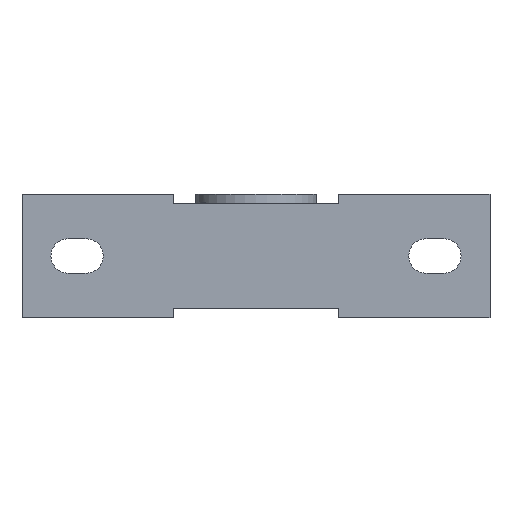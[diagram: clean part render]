
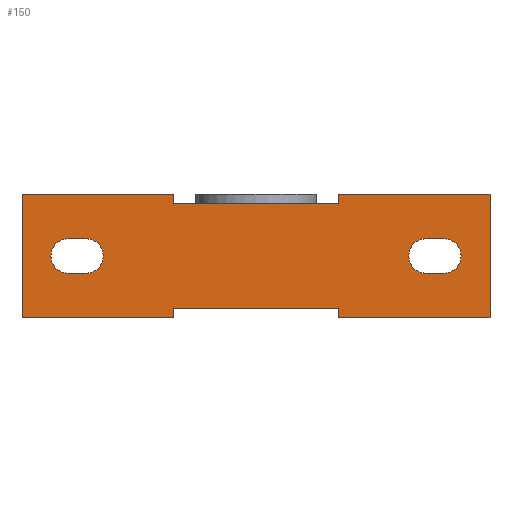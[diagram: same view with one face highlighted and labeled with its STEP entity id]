
A CAD part, front view. The second image highlights one B-rep face of the part: STEP entity #150.
In plain terms, the highlighted planar face has unit normal (0, -1, 0).
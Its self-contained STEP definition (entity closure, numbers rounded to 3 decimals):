
#150 = ADVANCED_FACE( '', ( #385, #386, #387 ), #388, .F. );
#385 = FACE_BOUND( '', #737, .T. );
#386 = FACE_BOUND( '', #738, .T. );
#387 = FACE_OUTER_BOUND( '', #739, .T. );
#388 = PLANE( '', #740 );
#737 = EDGE_LOOP( '', ( #1079, #1080, #1081, #1082 ) );
#738 = EDGE_LOOP( '', ( #1083, #1084, #1085, #1086 ) );
#739 = EDGE_LOOP( '', ( #1087, #1088, #1089, #1090, #1091, #1092, #1093, #1094, #1095, #1096, #1097, #1098 ) );
#740 = AXIS2_PLACEMENT_3D( '', #1099, #1100, #1101 );
#1079 = ORIENTED_EDGE( '', *, *, #1917, .T. );
#1080 = ORIENTED_EDGE( '', *, *, #1918, .T. );
#1081 = ORIENTED_EDGE( '', *, *, #1919, .T. );
#1082 = ORIENTED_EDGE( '', *, *, #1920, .T. );
#1083 = ORIENTED_EDGE( '', *, *, #1921, .T. );
#1084 = ORIENTED_EDGE( '', *, *, #1922, .T. );
#1085 = ORIENTED_EDGE( '', *, *, #1923, .T. );
#1086 = ORIENTED_EDGE( '', *, *, #1924, .T. );
#1087 = ORIENTED_EDGE( '', *, *, #1925, .F. );
#1088 = ORIENTED_EDGE( '', *, *, #1926, .F. );
#1089 = ORIENTED_EDGE( '', *, *, #1927, .F. );
#1090 = ORIENTED_EDGE( '', *, *, #1928, .F. );
#1091 = ORIENTED_EDGE( '', *, *, #1929, .F. );
#1092 = ORIENTED_EDGE( '', *, *, #1930, .F. );
#1093 = ORIENTED_EDGE( '', *, *, #1931, .F. );
#1094 = ORIENTED_EDGE( '', *, *, #1932, .F. );
#1095 = ORIENTED_EDGE( '', *, *, #1933, .F. );
#1096 = ORIENTED_EDGE( '', *, *, #1934, .F. );
#1097 = ORIENTED_EDGE( '', *, *, #1935, .F. );
#1098 = ORIENTED_EDGE( '', *, *, #1936, .F. );
#1099 = CARTESIAN_POINT( '', ( 0., -90., 0. ) );
#1100 = DIRECTION( '', ( 0., 1., 0. ) );
#1101 = DIRECTION( '', ( 0., 0., 1. ) );
#1917 = EDGE_CURVE( '', #2239, #2240, #2241, .T. );
#1918 = EDGE_CURVE( '', #2240, #2242, #2243, .T. );
#1919 = EDGE_CURVE( '', #2242, #2244, #2245, .T. );
#1920 = EDGE_CURVE( '', #2244, #2239, #2246, .T. );
#1921 = EDGE_CURVE( '', #2247, #2248, #2249, .T. );
#1922 = EDGE_CURVE( '', #2248, #2250, #2251, .T. );
#1923 = EDGE_CURVE( '', #2250, #2252, #2253, .T. );
#1924 = EDGE_CURVE( '', #2252, #2247, #2254, .T. );
#1925 = EDGE_CURVE( '', #2255, #2256, #2257, .T. );
#1926 = EDGE_CURVE( '', #2258, #2255, #2259, .T. );
#1927 = EDGE_CURVE( '', #2260, #2258, #2261, .T. );
#1928 = EDGE_CURVE( '', #2262, #2260, #2263, .T. );
#1929 = EDGE_CURVE( '', #2264, #2262, #2265, .T. );
#1930 = EDGE_CURVE( '', #2266, #2264, #2267, .T. );
#1931 = EDGE_CURVE( '', #2268, #2266, #2269, .T. );
#1932 = EDGE_CURVE( '', #2270, #2268, #2271, .T. );
#1933 = EDGE_CURVE( '', #2272, #2270, #2273, .T. );
#1934 = EDGE_CURVE( '', #2274, #2272, #2275, .T. );
#1935 = EDGE_CURVE( '', #2276, #2274, #2277, .T. );
#1936 = EDGE_CURVE( '', #2256, #2276, #2278, .T. );
#2239 = VERTEX_POINT( '', #2702 );
#2240 = VERTEX_POINT( '', #2703 );
#2241 = LINE( '', #2704, #2705 );
#2242 = VERTEX_POINT( '', #2706 );
#2243 = CIRCLE( '', #2707, 12.5 );
#2244 = VERTEX_POINT( '', #2708 );
#2245 = LINE( '', #2709, #2710 );
#2246 = CIRCLE( '', #2711, 12.5 );
#2247 = VERTEX_POINT( '', #2712 );
#2248 = VERTEX_POINT( '', #2713 );
#2249 = LINE( '', #2714, #2715 );
#2250 = VERTEX_POINT( '', #2716 );
#2251 = CIRCLE( '', #2717, 12.5 );
#2252 = VERTEX_POINT( '', #2718 );
#2253 = LINE( '', #2719, #2720 );
#2254 = CIRCLE( '', #2721, 12.5 );
#2255 = VERTEX_POINT( '', #2722 );
#2256 = VERTEX_POINT( '', #2723 );
#2257 = LINE( '', #2724, #2725 );
#2258 = VERTEX_POINT( '', #2726 );
#2259 = LINE( '', #2727, #2728 );
#2260 = VERTEX_POINT( '', #2729 );
#2261 = LINE( '', #2730, #2731 );
#2262 = VERTEX_POINT( '', #2732 );
#2263 = LINE( '', #2733, #2734 );
#2264 = VERTEX_POINT( '', #2735 );
#2265 = LINE( '', #2736, #2737 );
#2266 = VERTEX_POINT( '', #2738 );
#2267 = LINE( '', #2739, #2740 );
#2268 = VERTEX_POINT( '', #2741 );
#2269 = LINE( '', #2742, #2743 );
#2270 = VERTEX_POINT( '', #2744 );
#2271 = LINE( '', #2745, #2746 );
#2272 = VERTEX_POINT( '', #2747 );
#2273 = LINE( '', #2748, #2749 );
#2274 = VERTEX_POINT( '', #2750 );
#2275 = LINE( '', #2751, #2752 );
#2276 = VERTEX_POINT( '', #2753 );
#2277 = LINE( '', #2754, #2755 );
#2278 = LINE( '', #2756, #2757 );
#2702 = CARTESIAN_POINT( '', ( -123.5, -90., -12.5 ) );
#2703 = CARTESIAN_POINT( '', ( -136.5, -90., -12.5 ) );
#2704 = CARTESIAN_POINT( '', ( -123.5, -90., -12.5 ) );
#2705 = VECTOR( '', #3829, 1000. );
#2706 = CARTESIAN_POINT( '', ( -136.5, -90., 12.5 ) );
#2707 = AXIS2_PLACEMENT_3D( '', #3830, #3831, #3832 );
#2708 = CARTESIAN_POINT( '', ( -123.5, -90., 12.5 ) );
#2709 = CARTESIAN_POINT( '', ( -136.5, -90., 12.5 ) );
#2710 = VECTOR( '', #3833, 1000. );
#2711 = AXIS2_PLACEMENT_3D( '', #3834, #3835, #3836 );
#2712 = CARTESIAN_POINT( '', ( 136.5, -90., -12.5 ) );
#2713 = CARTESIAN_POINT( '', ( 123.5, -90., -12.5 ) );
#2714 = CARTESIAN_POINT( '', ( 136.5, -90., -12.5 ) );
#2715 = VECTOR( '', #3837, 1000. );
#2716 = CARTESIAN_POINT( '', ( 123.5, -90., 12.5 ) );
#2717 = AXIS2_PLACEMENT_3D( '', #3838, #3839, #3840 );
#2718 = CARTESIAN_POINT( '', ( 136.5, -90., 12.5 ) );
#2719 = CARTESIAN_POINT( '', ( 123.5, -90., 12.5 ) );
#2720 = VECTOR( '', #3841, 1000. );
#2721 = AXIS2_PLACEMENT_3D( '', #3842, #3843, #3844 );
#2722 = CARTESIAN_POINT( '', ( -170., -90., -45. ) );
#2723 = CARTESIAN_POINT( '', ( -170., -90., 45. ) );
#2724 = CARTESIAN_POINT( '', ( -170., -90., -45. ) );
#2725 = VECTOR( '', #3845, 1000. );
#2726 = CARTESIAN_POINT( '', ( -60., -90., -45. ) );
#2727 = CARTESIAN_POINT( '', ( -60., -90., -45. ) );
#2728 = VECTOR( '', #3846, 1000. );
#2729 = CARTESIAN_POINT( '', ( -60., -90., -38. ) );
#2730 = CARTESIAN_POINT( '', ( -60., -90., -38. ) );
#2731 = VECTOR( '', #3847, 1000. );
#2732 = CARTESIAN_POINT( '', ( 60., -90., -38. ) );
#2733 = CARTESIAN_POINT( '', ( 60., -90., -38. ) );
#2734 = VECTOR( '', #3848, 1000. );
#2735 = CARTESIAN_POINT( '', ( 60., -90., -45. ) );
#2736 = CARTESIAN_POINT( '', ( 60., -90., -45. ) );
#2737 = VECTOR( '', #3849, 1000. );
#2738 = CARTESIAN_POINT( '', ( 170., -90., -45. ) );
#2739 = CARTESIAN_POINT( '', ( 170., -90., -45. ) );
#2740 = VECTOR( '', #3850, 1000. );
#2741 = CARTESIAN_POINT( '', ( 170., -90., 45. ) );
#2742 = CARTESIAN_POINT( '', ( 170., -90., 45. ) );
#2743 = VECTOR( '', #3851, 1000. );
#2744 = CARTESIAN_POINT( '', ( 60., -90., 45. ) );
#2745 = CARTESIAN_POINT( '', ( 60., -90., 45. ) );
#2746 = VECTOR( '', #3852, 1000. );
#2747 = CARTESIAN_POINT( '', ( 60., -90., 38. ) );
#2748 = CARTESIAN_POINT( '', ( 60., -90., 38. ) );
#2749 = VECTOR( '', #3853, 1000. );
#2750 = CARTESIAN_POINT( '', ( -60., -90., 38. ) );
#2751 = CARTESIAN_POINT( '', ( -60., -90., 38. ) );
#2752 = VECTOR( '', #3854, 1000. );
#2753 = CARTESIAN_POINT( '', ( -60., -90., 45. ) );
#2754 = CARTESIAN_POINT( '', ( -60., -90., 45. ) );
#2755 = VECTOR( '', #3855, 1000. );
#2756 = CARTESIAN_POINT( '', ( -170., -90., 45. ) );
#2757 = VECTOR( '', #3856, 1000. );
#3829 = DIRECTION( '', ( -1., 0., 0. ) );
#3830 = CARTESIAN_POINT( '', ( -136.5, -90., 0. ) );
#3831 = DIRECTION( '', ( 0., 1., 0. ) );
#3832 = DIRECTION( '', ( 1., 0., 0. ) );
#3833 = DIRECTION( '', ( 1., 0., 0. ) );
#3834 = CARTESIAN_POINT( '', ( -123.5, -90., 0. ) );
#3835 = DIRECTION( '', ( 0., 1., 0. ) );
#3836 = DIRECTION( '', ( 1., 0., 0. ) );
#3837 = DIRECTION( '', ( -1., 0., 0. ) );
#3838 = CARTESIAN_POINT( '', ( 123.5, -90., 0. ) );
#3839 = DIRECTION( '', ( 0., 1., 0. ) );
#3840 = DIRECTION( '', ( 1., 0., 0. ) );
#3841 = DIRECTION( '', ( 1., 0., 0. ) );
#3842 = CARTESIAN_POINT( '', ( 136.5, -90., 0. ) );
#3843 = DIRECTION( '', ( 0., 1., 0. ) );
#3844 = DIRECTION( '', ( 1., 0., 0. ) );
#3845 = DIRECTION( '', ( 0., 0., 1. ) );
#3846 = DIRECTION( '', ( -1., 0., 0. ) );
#3847 = DIRECTION( '', ( 0., 0., -1. ) );
#3848 = DIRECTION( '', ( -1., 0., 0. ) );
#3849 = DIRECTION( '', ( 0., 0., 1. ) );
#3850 = DIRECTION( '', ( -1., 0., 0. ) );
#3851 = DIRECTION( '', ( 0., 0., -1. ) );
#3852 = DIRECTION( '', ( 1., 0., 0. ) );
#3853 = DIRECTION( '', ( 0., 0., 1. ) );
#3854 = DIRECTION( '', ( 1., 0., 0. ) );
#3855 = DIRECTION( '', ( 0., 0., -1. ) );
#3856 = DIRECTION( '', ( 1., 0., 0. ) );
